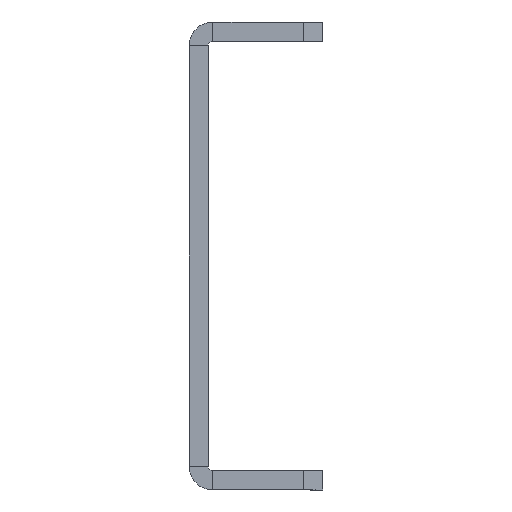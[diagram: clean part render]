
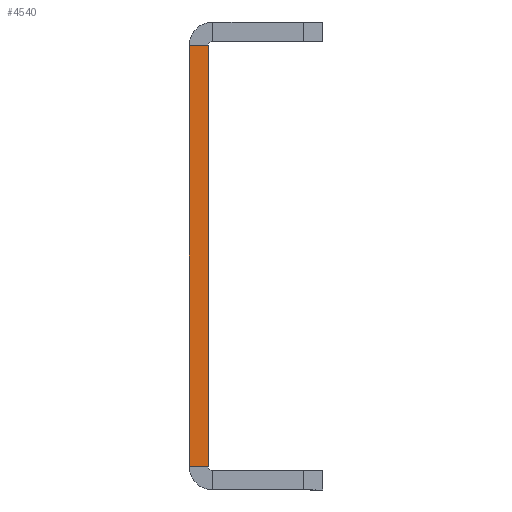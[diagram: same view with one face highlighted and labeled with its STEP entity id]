
A CAD part, left-side view. The second image highlights one B-rep face of the part: STEP entity #4540.
In plain terms, the highlighted planar face has unit normal (-1, 0, 0).
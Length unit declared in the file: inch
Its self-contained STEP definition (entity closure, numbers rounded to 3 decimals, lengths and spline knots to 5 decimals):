
#155 = VECTOR ( 'NONE', #5005, 39.37008 ) ;
#652 = VERTEX_POINT ( 'NONE', #4919 ) ;
#1022 = ORIENTED_EDGE ( 'NONE', *, *, #5150, .F. ) ;
#1372 = CARTESIAN_POINT ( 'NONE',  ( 0., 0., -2.75 ) ) ;
#1437 = VECTOR ( 'NONE', #4047, 39.37008 ) ;
#1446 = CARTESIAN_POINT ( 'NONE',  ( 0., 0.125, 0. ) ) ;
#2464 = ORIENTED_EDGE ( 'NONE', *, *, #3230, .F. ) ;
#2490 = CARTESIAN_POINT ( 'NONE',  ( 0., 0.125, 0. ) ) ;
#2594 = ORIENTED_EDGE ( 'NONE', *, *, #7430, .T. ) ;
#2611 = CARTESIAN_POINT ( 'NONE',  ( 0., 0.125, 0. ) ) ;
#3059 = ORIENTED_EDGE ( 'NONE', *, *, #3613, .T. ) ;
#3068 = LINE ( 'NONE', #8228, #1437 ) ;
#3230 = EDGE_CURVE ( 'NONE', #652, #6569, #6604, .T. ) ;
#3613 = EDGE_CURVE ( 'NONE', #7614, #6569, #8525, .T. ) ;
#4047 = DIRECTION ( 'NONE',  ( 0., 0., 1. ) ) ;
#4137 = DIRECTION ( 'NONE',  ( 0., 1., 0. ) ) ;
#4188 = VECTOR ( 'NONE', #7428, 39.37008 ) ;
#4316 = VECTOR ( 'NONE', #4137, 39.37008 ) ;
#4540 = ADVANCED_FACE ( 'NONE', ( #5917 ), #6789, .F. ) ;
#4637 = DIRECTION ( 'NONE',  ( 1., 0., 0. ) ) ;
#4909 = CARTESIAN_POINT ( 'NONE',  ( 0., 0.125, -2.75 ) ) ;
#4919 = CARTESIAN_POINT ( 'NONE',  ( 0., 0.125, -2.75 ) ) ;
#4982 = LINE ( 'NONE', #4909, #4316 ) ;
#5005 = DIRECTION ( 'NONE',  ( 0., 1., 0. ) ) ;
#5012 = AXIS2_PLACEMENT_3D ( 'NONE', #2611, #4637, #5355 ) ;
#5150 = EDGE_CURVE ( 'NONE', #6781, #652, #4982, .T. ) ;
#5258 = CARTESIAN_POINT ( 'NONE',  ( 0., 0.125, 0. ) ) ;
#5325 = EDGE_LOOP ( 'NONE', ( #1022, #2594, #3059, #2464 ) ) ;
#5355 = DIRECTION ( 'NONE',  ( 0., 0., 1. ) ) ;
#5917 = FACE_OUTER_BOUND ( 'NONE', #5325, .T. ) ;
#6569 = VERTEX_POINT ( 'NONE', #5258 ) ;
#6604 = LINE ( 'NONE', #2490, #4188 ) ;
#6781 = VERTEX_POINT ( 'NONE', #1372 ) ;
#6789 = PLANE ( 'NONE',  #5012 ) ;
#7428 = DIRECTION ( 'NONE',  ( 0., 0., 1. ) ) ;
#7430 = EDGE_CURVE ( 'NONE', #6781, #7614, #3068, .T. ) ;
#7614 = VERTEX_POINT ( 'NONE', #7812 ) ;
#7812 = CARTESIAN_POINT ( 'NONE',  ( 0., 0., 0. ) ) ;
#8228 = CARTESIAN_POINT ( 'NONE',  ( 0., 0., -2.75 ) ) ;
#8525 = LINE ( 'NONE', #1446, #155 ) ;
